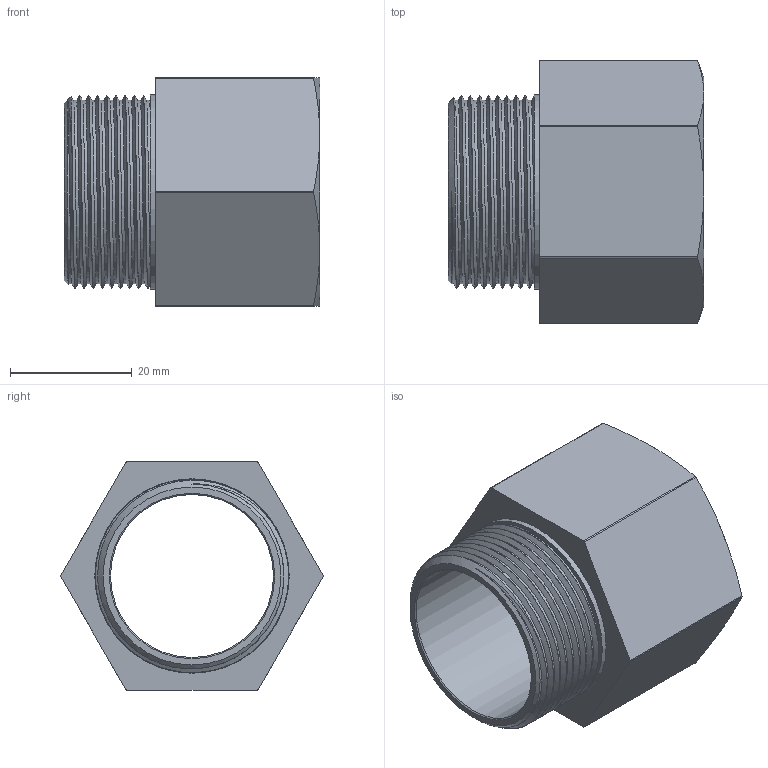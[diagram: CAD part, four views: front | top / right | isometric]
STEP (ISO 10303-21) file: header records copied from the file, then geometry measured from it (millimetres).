
FILE_DESCRIPTION(/* description */ ('Adapter Metall Ex M32x1,5 / NPT 1"'),/* implementation_level */ '2;1');
FILE_NAME(/* name */ 'RX745244-RST.stp',/* time_stamp */ '2021-03-31T14:28:02+02:00',/* author */ ('sl'),/* organization */ (''),/* preprocessor_version */ 'ST-DEVELOPER v16.5',/* originating_system */ 'Autodesk Inventor 2017',/* authorisation */ '');
FILE_SCHEMA (('AUTOMOTIVE_DESIGN { 1 0 10303 214 3 1 1 }'));
Length unit declared in the file: millimetre
Products named in the file (1): RX745244
Bounding box: 42 x 43.17 x 37.5 mm (x, y, z)
Volume: 16671.8 mm3; surface area: 14563.1 mm2
Topology: 1 solids, 1 shells, 41 faces, 98 edges, 61 vertices
Faces by surface type: cone 12, plane 12, cylinder 11, bspline 6
Full cylindrical faces by diameter (mm): 26.8 x1, 31.97 x1
Entity records: 5446 total; most frequent: CARTESIAN_POINT 4567, ORIENTED_EDGE 178, DIRECTION 162, EDGE_CURVE 88, AXIS2_PLACEMENT_3D 72, VERTEX_POINT 58, EDGE_LOOP 52, FACE_OUTER_BOUND 41
